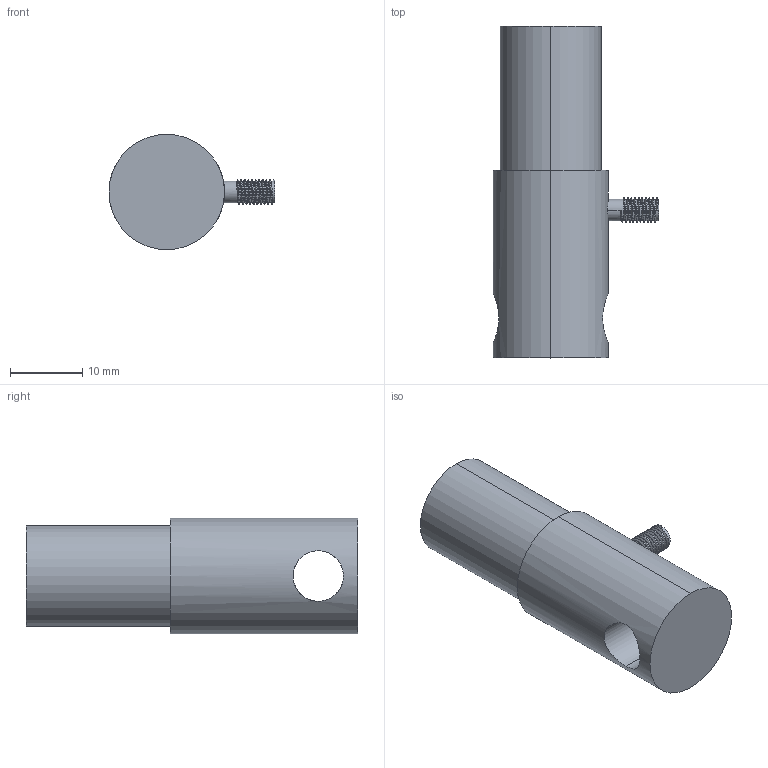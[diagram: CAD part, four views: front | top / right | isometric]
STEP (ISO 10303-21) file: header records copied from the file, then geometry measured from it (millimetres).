
FILE_DESCRIPTION (( 'STEP AP214' ), '1' );
FILE_NAME ('folding mechanism part 3.STEP', '2021-06-20T05:37:44', ( '' ), ( '' ), 'SwSTEP 2.0', 'SolidWorks 2020', '' );
FILE_SCHEMA (( 'AUTOMOTIVE_DESIGN' ));
Length unit declared in the file: millimetre
Products named in the file (1): folding mechanism part 3
Bounding box: 23 x 46 x 16 mm (x, y, z)
Volume: 7761.4 mm3; surface area: 2946.6 mm2
Topology: 1 solids, 1 shells, 37 faces, 94 edges, 61 vertices
Faces by surface type: cylinder 28, plane 6, bspline 3
Entity records: 2365 total; most frequent: CARTESIAN_POINT 1572, ORIENTED_EDGE 188, DIRECTION 126, EDGE_CURVE 94, VERTEX_POINT 61, AXIS2_PLACEMENT_3D 45, EDGE_LOOP 41, FACE_OUTER_BOUND 37
